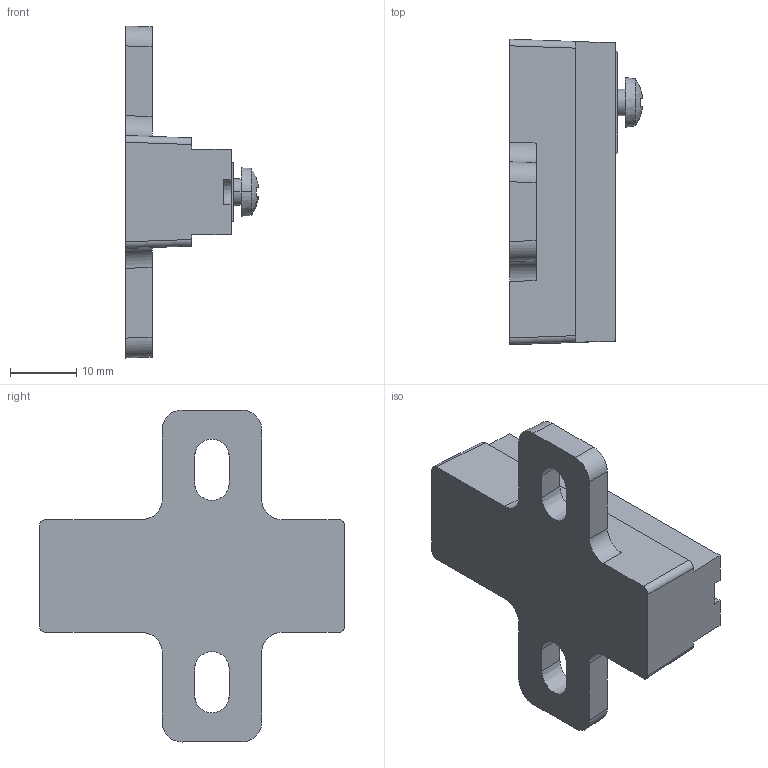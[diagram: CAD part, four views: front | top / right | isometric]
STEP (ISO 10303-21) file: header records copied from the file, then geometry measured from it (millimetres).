
FILE_DESCRIPTION((''),'2;1');
FILE_NAME('244-0232-IMS','2023-01-06T08:51:28',('marino.prodan'),('Audax d.o.o.'),'CREO PARAMETRIC BY PTC INC, 2021304','CREO PARAMETRIC BY PTC INC, 2021304','');
FILE_SCHEMA(('AUTOMOTIVE_DESIGN { 1 0 10303 214 1 1 1 1 }'));
Length unit declared in the file: millimetre
Products named in the file (1): 244-0232-IMS
Bounding box: 20.03 x 46 x 50 mm (x, y, z)
Volume: 12742.1 mm3; surface area: 4824.3 mm2
Topology: 1 solids, 1 shells, 68 faces, 196 edges, 130 vertices
Faces by surface type: plane 39, cylinder 14, cone 13, sphere 2
Entity records: 3555 total; most frequent: CARTESIAN_POINT 852, ORIENTED_EDGE 386, DIRECTION 334, COLOUR_RGB 317, PRESENTATION_STYLE_ASSIGNMENT 194, STYLED_ITEM 194, CURVE_STYLE 193, EDGE_CURVE 193
